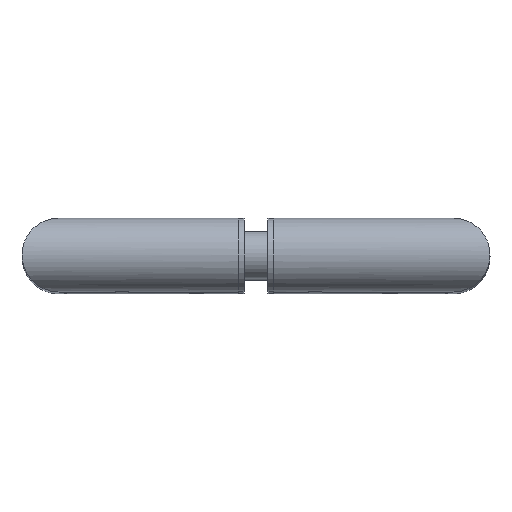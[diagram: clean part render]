
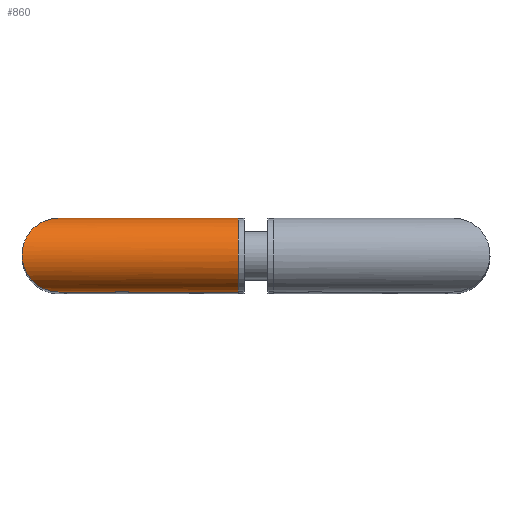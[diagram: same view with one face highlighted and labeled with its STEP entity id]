
A CAD part, top view. The second image highlights one B-rep face of the part: STEP entity #860.
In plain terms, the highlighted cylindrical face has radius 12.5 mm (diameter 25 mm), a full revolution.
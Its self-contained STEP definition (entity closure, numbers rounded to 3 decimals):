
#58=ELLIPSE('',#1052,17.678,12.5);
#59=ELLIPSE('',#1054,17.678,12.5);
#60=ELLIPSE('',#1055,17.678,12.5);
#74=B_SPLINE_CURVE_WITH_KNOTS('',3,(#1547,#1548,#1549,#1550,#1551,#1552,
#1553,#1554,#1555,#1556,#1557,#1558,#1559,#1560,#1561,#1562,#1563,#1564),
 .UNSPECIFIED.,.F.,.F.,(4,2,2,2,2,2,2,2,4),(0.371,0.464,
0.557,0.65,0.743,0.836,
0.929,1.022,1.114),.UNSPECIFIED.);
#75=B_SPLINE_CURVE_WITH_KNOTS('',3,(#1566,#1567,#1568,#1569,#1570,#1571,
#1572,#1573,#1574,#1575),.UNSPECIFIED.,.F.,.F.,(4,2,2,2,4),(0.,0.093,
0.186,0.279,0.371),.UNSPECIFIED.);
#76=B_SPLINE_CURVE_WITH_KNOTS('',3,(#1576,#1577,#1578,#1579,#1580,#1581,
#1582,#1583,#1584,#1585),.UNSPECIFIED.,.F.,.F.,(4,2,2,2,4),(1.114,
1.207,1.3,1.393,1.486),
 .UNSPECIFIED.);
#89=CYLINDRICAL_SURFACE('',#1051,12.5);
#152=FACE_OUTER_BOUND('',#206,.T.);
#206=EDGE_LOOP('',(#692,#693,#694,#695,#696,#697,#698,#699,#700,#701,#702));
#257=LINE('',#1661,#305);
#258=LINE('',#1663,#306);
#305=VECTOR('',#1238,12.5);
#306=VECTOR('',#1239,12.5);
#361=CIRCLE('',#1053,12.5);
#416=VERTEX_POINT('',#1544);
#417=VERTEX_POINT('',#1546);
#418=VERTEX_POINT('',#1565);
#430=VERTEX_POINT('',#1658);
#431=VERTEX_POINT('',#1659);
#432=VERTEX_POINT('',#1662);
#433=VERTEX_POINT('',#1665);
#508=EDGE_CURVE('',#417,#416,#74,.T.);
#509=EDGE_CURVE('',#418,#417,#75,.T.);
#510=EDGE_CURVE('',#416,#418,#76,.T.);
#528=EDGE_CURVE('',#430,#431,#58,.T.);
#529=EDGE_CURVE('',#430,#416,#257,.T.);
#530=EDGE_CURVE('',#417,#432,#258,.T.);
#531=EDGE_CURVE('',#432,#432,#361,.T.);
#532=EDGE_CURVE('',#433,#430,#59,.T.);
#533=EDGE_CURVE('',#431,#433,#60,.T.);
#692=ORIENTED_EDGE('',*,*,#528,.F.);
#693=ORIENTED_EDGE('',*,*,#529,.T.);
#694=ORIENTED_EDGE('',*,*,#510,.T.);
#695=ORIENTED_EDGE('',*,*,#509,.T.);
#696=ORIENTED_EDGE('',*,*,#530,.T.);
#697=ORIENTED_EDGE('',*,*,#531,.F.);
#698=ORIENTED_EDGE('',*,*,#530,.F.);
#699=ORIENTED_EDGE('',*,*,#508,.T.);
#700=ORIENTED_EDGE('',*,*,#529,.F.);
#701=ORIENTED_EDGE('',*,*,#532,.F.);
#702=ORIENTED_EDGE('',*,*,#533,.F.);
#860=ADVANCED_FACE('',(#152),#89,.T.);
#1051=AXIS2_PLACEMENT_3D('',#1657,#1234,#1235);
#1052=AXIS2_PLACEMENT_3D('',#1660,#1236,#1237);
#1053=AXIS2_PLACEMENT_3D('',#1664,#1240,#1241);
#1054=AXIS2_PLACEMENT_3D('',#1666,#1242,#1243);
#1055=AXIS2_PLACEMENT_3D('',#1667,#1244,#1245);
#1234=DIRECTION('center_axis',(1.,0.,0.));
#1235=DIRECTION('ref_axis',(0.,-1.,0.));
#1236=DIRECTION('center_axis',(0.707,0.,-0.707));
#1237=DIRECTION('ref_axis',(-0.707,0.,-0.707));
#1238=DIRECTION('',(-1.,0.,0.));
#1239=DIRECTION('',(-1.,0.,0.));
#1240=DIRECTION('center_axis',(-1.,0.,0.));
#1241=DIRECTION('ref_axis',(0.,-1.,0.));
#1242=DIRECTION('center_axis',(0.707,0.,-0.707));
#1243=DIRECTION('ref_axis',(-0.707,0.,-0.707));
#1244=DIRECTION('center_axis',(0.707,0.,-0.707));
#1245=DIRECTION('ref_axis',(-0.707,0.,-0.707));
#1544=CARTESIAN_POINT('',(-18.778,12.5,175.));
#1546=CARTESIAN_POINT('',(-23.695,12.5,175.));
#1547=CARTESIAN_POINT('Ctrl Pts',(-23.695,12.5,175.));
#1548=CARTESIAN_POINT('Ctrl Pts',(-23.695,12.5,174.69));
#1549=CARTESIAN_POINT('Ctrl Pts',(-23.633,12.487,174.361));
#1550=CARTESIAN_POINT('Ctrl Pts',(-23.382,12.442,173.755));
#1551=CARTESIAN_POINT('Ctrl Pts',(-23.193,12.409,173.479));
#1552=CARTESIAN_POINT('Ctrl Pts',(-22.757,12.348,173.044));
#1553=CARTESIAN_POINT('Ctrl Pts',(-22.481,12.315,172.855));
#1554=CARTESIAN_POINT('Ctrl Pts',(-21.876,12.269,172.604));
#1555=CARTESIAN_POINT('Ctrl Pts',(-21.546,12.256,172.542));
#1556=CARTESIAN_POINT('Ctrl Pts',(-20.927,12.256,172.542));
#1557=CARTESIAN_POINT('Ctrl Pts',(-20.597,12.269,172.604));
#1558=CARTESIAN_POINT('Ctrl Pts',(-19.992,12.315,172.855));
#1559=CARTESIAN_POINT('Ctrl Pts',(-19.716,12.348,173.044));
#1560=CARTESIAN_POINT('Ctrl Pts',(-19.28,12.409,173.479));
#1561=CARTESIAN_POINT('Ctrl Pts',(-19.091,12.442,173.755));
#1562=CARTESIAN_POINT('Ctrl Pts',(-18.84,12.487,174.361));
#1563=CARTESIAN_POINT('Ctrl Pts',(-18.778,12.5,174.69));
#1564=CARTESIAN_POINT('Ctrl Pts',(-18.778,12.5,175.));
#1565=CARTESIAN_POINT('',(-21.237,12.256,177.459));
#1566=CARTESIAN_POINT('Ctrl Pts',(-21.237,12.256,177.459));
#1567=CARTESIAN_POINT('Ctrl Pts',(-21.546,12.256,177.459));
#1568=CARTESIAN_POINT('Ctrl Pts',(-21.876,12.269,177.396));
#1569=CARTESIAN_POINT('Ctrl Pts',(-22.481,12.315,177.145));
#1570=CARTESIAN_POINT('Ctrl Pts',(-22.757,12.348,176.956));
#1571=CARTESIAN_POINT('Ctrl Pts',(-23.193,12.409,176.521));
#1572=CARTESIAN_POINT('Ctrl Pts',(-23.382,12.442,176.245));
#1573=CARTESIAN_POINT('Ctrl Pts',(-23.633,12.487,175.639));
#1574=CARTESIAN_POINT('Ctrl Pts',(-23.695,12.5,175.31));
#1575=CARTESIAN_POINT('Ctrl Pts',(-23.695,12.5,175.));
#1576=CARTESIAN_POINT('Ctrl Pts',(-18.778,12.5,175.));
#1577=CARTESIAN_POINT('Ctrl Pts',(-18.778,12.5,175.31));
#1578=CARTESIAN_POINT('Ctrl Pts',(-18.84,12.487,175.639));
#1579=CARTESIAN_POINT('Ctrl Pts',(-19.091,12.442,176.245));
#1580=CARTESIAN_POINT('Ctrl Pts',(-19.28,12.409,176.521));
#1581=CARTESIAN_POINT('Ctrl Pts',(-19.716,12.348,176.956));
#1582=CARTESIAN_POINT('Ctrl Pts',(-19.992,12.315,177.145));
#1583=CARTESIAN_POINT('Ctrl Pts',(-20.597,12.269,177.396));
#1584=CARTESIAN_POINT('Ctrl Pts',(-20.927,12.256,177.459));
#1585=CARTESIAN_POINT('Ctrl Pts',(-21.237,12.256,177.459));
#1657=CARTESIAN_POINT('Origin',(-62.5,0.,175.));
#1658=CARTESIAN_POINT('',(0.,12.5,175.));
#1659=CARTESIAN_POINT('',(12.5,0.,187.5));
#1660=CARTESIAN_POINT('Origin',(0.,0.,175.));
#1661=CARTESIAN_POINT('',(-62.5,12.5,175.));
#1662=CARTESIAN_POINT('',(-60.5,12.5,175.));
#1663=CARTESIAN_POINT('',(-62.5,12.5,175.));
#1664=CARTESIAN_POINT('Origin',(-60.5,0.,175.));
#1665=CARTESIAN_POINT('',(0.,-12.5,175.));
#1666=CARTESIAN_POINT('Origin',(0.,0.,175.));
#1667=CARTESIAN_POINT('Origin',(0.,0.,175.));
